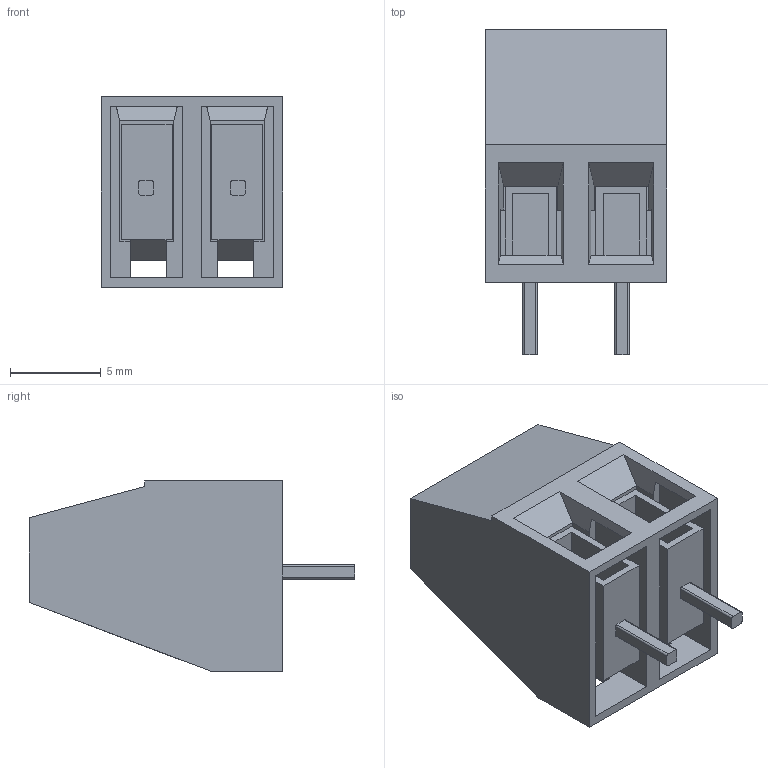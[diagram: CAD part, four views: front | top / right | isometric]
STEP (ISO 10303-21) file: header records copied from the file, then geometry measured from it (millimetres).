
FILE_DESCRIPTION (( 'STEP AP214' ), '1' );
FILE_NAME ('92EAD30A-4CD8-4184-BC19-2E6E1CBDB497.STEP', '2023-05-17T04:54:15', ( '' ), ( '' ), 'SwSTEP 2.0', 'SolidWorks 2022', '' );
FILE_SCHEMA (( 'AUTOMOTIVE_DESIGN' ));
Length unit declared in the file: millimetre
Products named in the file (1): 92EAD30A-4CD8-4184-BC19-2E6E1CBDB497
Bounding box: 10 x 18 x 10.5 mm (x, y, z)
Volume: 855.6 mm3; surface area: 1327.2 mm2
Topology: 1 solids, 1 shells, 101 faces, 287 edges, 190 vertices
Faces by surface type: plane 89, cylinder 12
Entity records: 3841 total; most frequent: CARTESIAN_POINT 579, ORIENTED_EDGE 574, DIRECTION 523, EDGE_CURVE 287, VECTOR 255, LINE 255, VERTEX_POINT 190, AXIS2_PLACEMENT_3D 134
